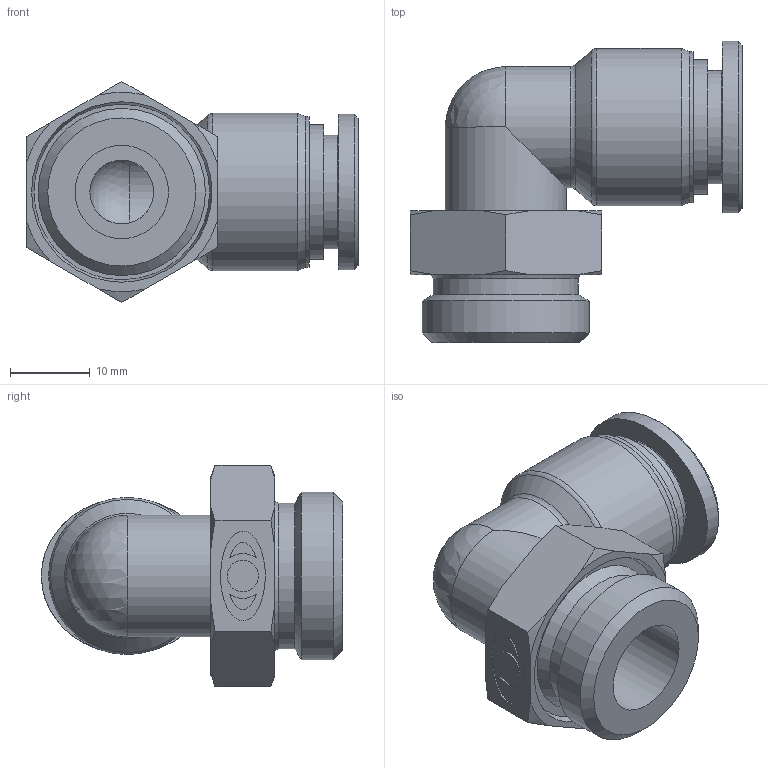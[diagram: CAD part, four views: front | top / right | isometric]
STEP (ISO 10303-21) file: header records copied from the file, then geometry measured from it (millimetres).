
FILE_DESCRIPTION((''),'2;1');
FILE_NAME('F-PL 12G04.stp','2020-11-24T18:22:45',('Administrator'),(''),'Autodesk Inventor 2013','Autodesk Inventor 2013','');
FILE_SCHEMA(('CONFIG_CONTROL_DESIGN'));
Length unit declared in the file: millimetre
Products named in the file (4): F-PL 1204; F-PL 1203 BODY; F-SLEEVE 12(SUS); F-BODY G04(SUS) 
Assembly tree (3 placements, depth 2):
  F-PL 1204
    F-PL 1203 BODY
    F-SLEEVE 12(SUS)
    F-BODY G04(SUS) 
Bounding box: 41.6 x 37.75 x 27.71 mm (x, y, z)
Volume: 10245.5 mm3; surface area: 7125.8 mm2
Topology: 3 solids, 3 shells, 271 faces, 711 edges, 469 vertices
Faces by surface type: plane 132, bspline 99, cone 20, cylinder 16, sphere 2, torus 2
Full cylindrical faces by diameter (mm): 3.931 x1, 8 x1, 10 x1, 11.7 x1, 12.15 x1, 12.2 x1, 14.2 x1, 15.2 x2, 16.9 x1, 18.2 x1, 18.9 x1, 19.7 x1, 20.955 x1
Entity records: 8515 total; most frequent: CARTESIAN_POINT 2533, ORIENTED_EDGE 1352, DIRECTION 878, EDGE_CURVE 676, VERTEX_POINT 462, VECTOR 400, LINE 400, EDGE_LOOP 328
